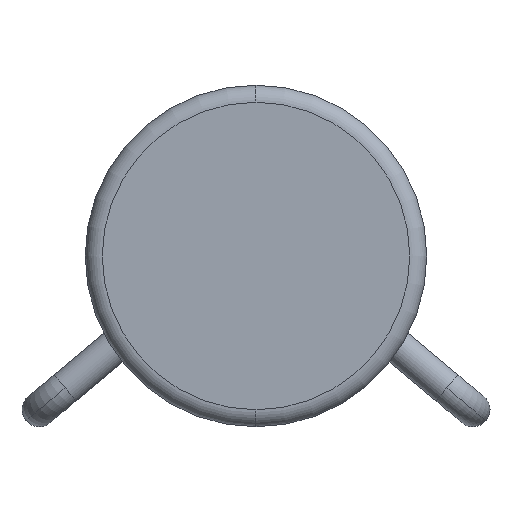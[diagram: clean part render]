
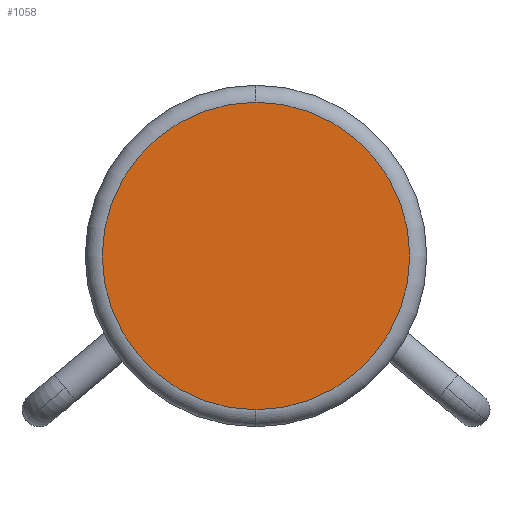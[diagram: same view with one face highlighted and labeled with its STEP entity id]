
A CAD part, left-side view. The second image highlights one B-rep face of the part: STEP entity #1058.
In plain terms, the highlighted planar face has unit normal (-1, 0, 0).
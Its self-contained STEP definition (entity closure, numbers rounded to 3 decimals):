
#125 = FACE_OUTER_BOUND ( 'NONE', #649, .T. ) ;
#441 = ORIENTED_EDGE ( 'NONE', *, *, #1707, .T. ) ;
#649 = EDGE_LOOP ( 'NONE', ( #2410, #441 ) ) ;
#1058 = ADVANCED_FACE ( 'NONE', ( #125 ), #2759, .F. ) ;
#1241 = CARTESIAN_POINT ( 'NONE',  ( 0., 0., 0. ) ) ;
#1252 = DIRECTION ( 'NONE',  ( 0., 0., -1. ) ) ;
#1334 = CARTESIAN_POINT ( 'NONE',  ( 0., 0., 0. ) ) ;
#1707 = EDGE_CURVE ( 'NONE', #2794, #1868, #4732, .T. ) ;
#1724 = DIRECTION ( 'NONE',  ( 0., 0., -1. ) ) ;
#1868 = VERTEX_POINT ( 'NONE', #3774 ) ;
#2023 = DIRECTION ( 'NONE',  ( -1., 0., 0. ) ) ;
#2410 = ORIENTED_EDGE ( 'NONE', *, *, #4887, .T. ) ;
#2759 = PLANE ( 'NONE',  #3383 ) ;
#2794 = VERTEX_POINT ( 'NONE', #3562 ) ;
#2884 = DIRECTION ( 'NONE',  ( 1., 0., 0. ) ) ;
#3131 = DIRECTION ( 'NONE',  ( 0., 0., -1. ) ) ;
#3190 = DIRECTION ( 'NONE',  ( -1., 0., 0. ) ) ;
#3203 = CARTESIAN_POINT ( 'NONE',  ( 0., 0., 0. ) ) ;
#3383 = AXIS2_PLACEMENT_3D ( 'NONE', #3203, #2884, #1724 ) ;
#3562 = CARTESIAN_POINT ( 'NONE',  ( 0., 0., 0.9 ) ) ;
#3774 = CARTESIAN_POINT ( 'NONE',  ( 0., 0., -0.9 ) ) ;
#4689 = AXIS2_PLACEMENT_3D ( 'NONE', #1241, #3190, #3131 ) ;
#4732 = CIRCLE ( 'NONE', #4904, 0.9 ) ;
#4775 = CIRCLE ( 'NONE', #4689, 0.9 ) ;
#4887 = EDGE_CURVE ( 'NONE', #1868, #2794, #4775, .T. ) ;
#4904 = AXIS2_PLACEMENT_3D ( 'NONE', #1334, #2023, #1252 ) ;
